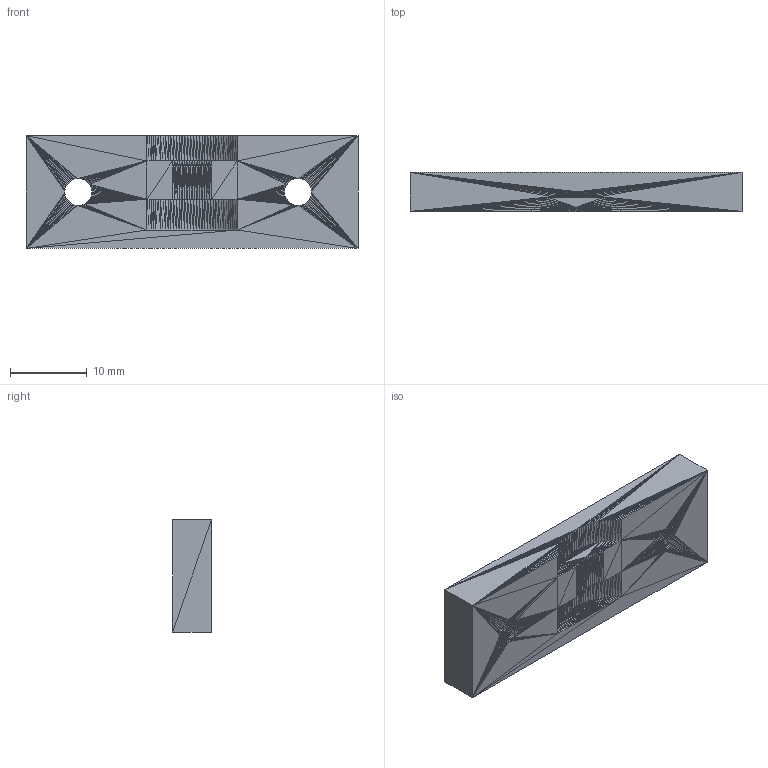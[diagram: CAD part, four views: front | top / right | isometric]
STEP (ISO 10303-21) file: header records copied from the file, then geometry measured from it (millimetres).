
FILE_DESCRIPTION(/* description */ (''),/* implementation_level */ '2;1');
FILE_NAME(/* name */ 'E3D_Clamp v2.stp',/* time_stamp */ '2017-06-05T07:51:53-03:00',/* author */ (''),/* organization */ (''),/* preprocessor_version */ 'ST-DEVELOPER v16.13',/* originating_system */ 'Autodesk Translation Framework v6.1.1.50',/* authorisation */ '');
FILE_SCHEMA (('AUTOMOTIVE_DESIGN { 1 0 10303 214 3 1 1 }'));
Length unit declared in the file: millimetre
Products named in the file (1): E3D_Clamp v2
Bounding box: 43.25 x 5.08 x 14.7 mm (x, y, z)
Volume: 2970.4 mm3; surface area: 1982.5 mm2
Topology: 1 solids, 1 shells, 1152 faces, 1728 edges, 574 vertices
Faces by surface type: plane 1152
Entity records: 22490 total; most frequent: DIRECTION 4034, ORIENTED_EDGE 3456, CARTESIAN_POINT 3455, LINE 1728, VECTOR 1728, EDGE_CURVE 1728, AXIS2_PLACEMENT_3D 1153, FACE_OUTER_BOUND 1152
